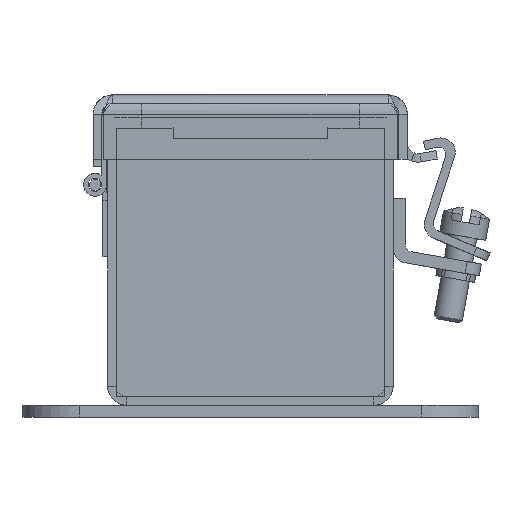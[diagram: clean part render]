
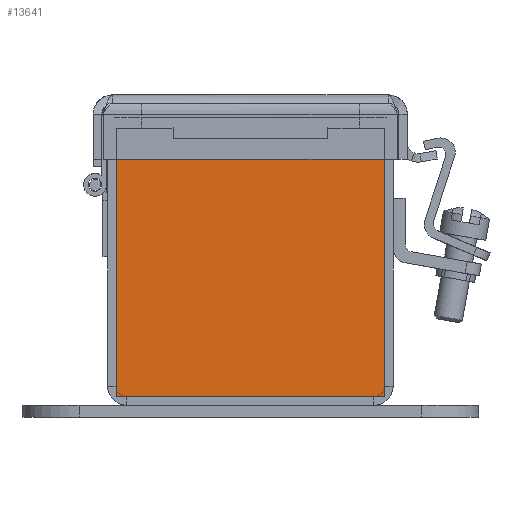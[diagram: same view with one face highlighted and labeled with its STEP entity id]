
A CAD part, left-side view. The second image highlights one B-rep face of the part: STEP entity #13641.
In plain terms, the highlighted face is planar.
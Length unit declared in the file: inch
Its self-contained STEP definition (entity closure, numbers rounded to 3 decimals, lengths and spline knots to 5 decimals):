
#432=PLANE('',#14570);
#865=FACE_OUTER_BOUND('',#1560,.T.);
#1560=EDGE_LOOP('',(#9058,#9059,#9060,#9061,#9062,#9063,#9064,#9065,#9066,
#9067,#9068,#9069));
#2983=LINE('',#19755,#4363);
#2998=LINE('',#19791,#4378);
#3001=LINE('',#19798,#4381);
#3005=LINE('',#19805,#4385);
#3007=LINE('',#19809,#4387);
#3008=LINE('',#19811,#4388);
#3009=LINE('',#19813,#4389);
#3010=LINE('',#19815,#4390);
#3011=LINE('',#19817,#4391);
#3012=LINE('',#19819,#4392);
#3013=LINE('',#19821,#4393);
#3014=LINE('',#19822,#4394);
#4363=VECTOR('',#15914,0.3937);
#4378=VECTOR('',#15953,0.3937);
#4381=VECTOR('',#15958,0.3937);
#4385=VECTOR('',#15964,0.3937);
#4387=VECTOR('',#15968,0.3937);
#4388=VECTOR('',#15969,0.3937);
#4389=VECTOR('',#15970,0.3937);
#4390=VECTOR('',#15971,0.3937);
#4391=VECTOR('',#15972,0.3937);
#4392=VECTOR('',#15973,0.3937);
#4393=VECTOR('',#15974,0.3937);
#4394=VECTOR('',#15975,0.3937);
#5724=VERTEX_POINT('',#19752);
#5725=VERTEX_POINT('',#19754);
#5734=VERTEX_POINT('',#19790);
#5736=VERTEX_POINT('',#19796);
#5737=VERTEX_POINT('',#19797);
#5740=VERTEX_POINT('',#19808);
#5741=VERTEX_POINT('',#19810);
#5742=VERTEX_POINT('',#19812);
#5743=VERTEX_POINT('',#19814);
#5744=VERTEX_POINT('',#19816);
#5745=VERTEX_POINT('',#19818);
#5746=VERTEX_POINT('',#19820);
#7014=EDGE_CURVE('',#5725,#5724,#2983,.T.);
#7032=EDGE_CURVE('',#5734,#5725,#2998,.T.);
#7035=EDGE_CURVE('',#5736,#5737,#3001,.T.);
#7039=EDGE_CURVE('',#5737,#5734,#3005,.T.);
#7041=EDGE_CURVE('',#5724,#5740,#3007,.T.);
#7042=EDGE_CURVE('',#5740,#5741,#3008,.T.);
#7043=EDGE_CURVE('',#5741,#5742,#3009,.T.);
#7044=EDGE_CURVE('',#5742,#5743,#3010,.T.);
#7045=EDGE_CURVE('',#5743,#5744,#3011,.T.);
#7046=EDGE_CURVE('',#5744,#5745,#3012,.T.);
#7047=EDGE_CURVE('',#5745,#5746,#3013,.T.);
#7048=EDGE_CURVE('',#5746,#5736,#3014,.T.);
#9058=ORIENTED_EDGE('',*,*,#7035,.T.);
#9059=ORIENTED_EDGE('',*,*,#7039,.T.);
#9060=ORIENTED_EDGE('',*,*,#7032,.T.);
#9061=ORIENTED_EDGE('',*,*,#7014,.T.);
#9062=ORIENTED_EDGE('',*,*,#7041,.T.);
#9063=ORIENTED_EDGE('',*,*,#7042,.T.);
#9064=ORIENTED_EDGE('',*,*,#7043,.T.);
#9065=ORIENTED_EDGE('',*,*,#7044,.T.);
#9066=ORIENTED_EDGE('',*,*,#7045,.T.);
#9067=ORIENTED_EDGE('',*,*,#7046,.T.);
#9068=ORIENTED_EDGE('',*,*,#7047,.T.);
#9069=ORIENTED_EDGE('',*,*,#7048,.T.);
#13641=ADVANCED_FACE('',(#865),#432,.F.);
#14570=AXIS2_PLACEMENT_3D('',#19807,#15966,#15967);
#15914=DIRECTION('',(1.,0.,0.));
#15953=DIRECTION('',(0.,1.,0.));
#15958=DIRECTION('',(0.,-1.,0.));
#15964=DIRECTION('',(1.,0.,0.));
#15966=DIRECTION('center_axis',(0.,0.,1.));
#15967=DIRECTION('ref_axis',(1.,0.,0.));
#15968=DIRECTION('',(0.,-1.,0.));
#15969=DIRECTION('',(1.,0.,0.));
#15970=DIRECTION('',(0.,1.,0.));
#15971=DIRECTION('',(1.,0.,0.));
#15972=DIRECTION('',(0.,-1.,0.));
#15973=DIRECTION('',(-1.,0.,0.));
#15974=DIRECTION('',(0.,1.,0.));
#15975=DIRECTION('',(1.,0.,0.));
#19752=CARTESIAN_POINT('',(0.6775,1.08225,0.));
#19754=CARTESIAN_POINT('',(-0.6775,1.08225,0.));
#19755=CARTESIAN_POINT('',(-0.33875,1.08225,0.));
#19790=CARTESIAN_POINT('',(-0.6775,1.08205,0.));
#19791=CARTESIAN_POINT('',(-0.6775,0.54103,0.));
#19796=CARTESIAN_POINT('',(-0.6777,1.176,0.));
#19797=CARTESIAN_POINT('',(-0.6777,1.08205,0.));
#19798=CARTESIAN_POINT('',(-0.6777,0.588,0.));
#19805=CARTESIAN_POINT('',(-0.33885,1.08205,0.));
#19807=CARTESIAN_POINT('Origin',(0.,0.,
0.));
#19808=CARTESIAN_POINT('',(0.6775,1.08205,0.));
#19809=CARTESIAN_POINT('',(0.6775,0.588,0.));
#19810=CARTESIAN_POINT('',(0.6777,1.08205,0.));
#19811=CARTESIAN_POINT('',(0.33875,1.08205,0.));
#19812=CARTESIAN_POINT('',(0.6777,1.176,0.));
#19813=CARTESIAN_POINT('',(0.6777,0.54103,0.));
#19814=CARTESIAN_POINT('',(1.176,1.176,0.));
#19815=CARTESIAN_POINT('',(-1.176,1.176,0.));
#19816=CARTESIAN_POINT('',(1.176,-1.176,0.));
#19817=CARTESIAN_POINT('',(1.176,1.176,0.));
#19818=CARTESIAN_POINT('',(-1.176,-1.176,0.));
#19819=CARTESIAN_POINT('',(1.176,-1.176,0.));
#19820=CARTESIAN_POINT('',(-1.176,1.176,0.));
#19821=CARTESIAN_POINT('',(-1.176,-1.176,0.));
#19822=CARTESIAN_POINT('',(-1.176,1.176,0.));
